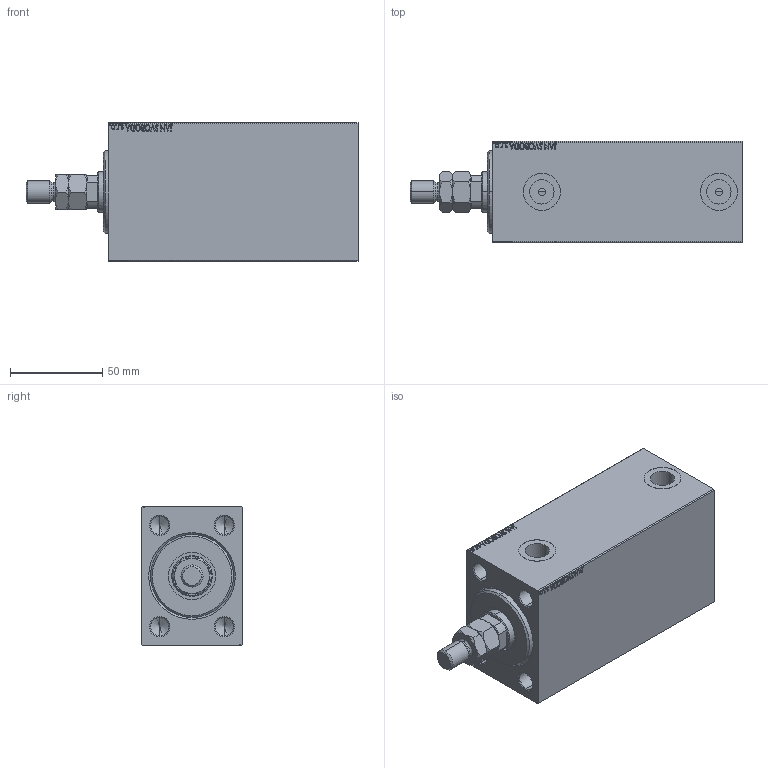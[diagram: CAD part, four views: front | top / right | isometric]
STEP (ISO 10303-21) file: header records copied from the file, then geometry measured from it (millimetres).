
FILE_DESCRIPTION (( 'STEP AP203' ), '1' );
FILE_NAME ('8ad4.STEP', '2021-03-19T06:21:15', ( '' ), ( '' ), 'SwSTEP 2.0', 'SolidWorks 2019', '' );
FILE_SCHEMA (( 'CONFIG_CONTROL_DESIGN' ));
Length unit declared in the file: millimetre
Products named in the file (5): 8ad4; MTA 65b3d5d3b6f19202a038477193d2cb8e; V450CM_B 65b3d5d3b6f19202a038477193d2cb8e; V450CM_VC_B 65b3d5d3b6f19202a038477193d2cb8e; V450CM_B_VCP 65b3d5d3b6f19202a038477193d2cb8e
Assembly tree (4 placements, depth 2):
  8ad4
    V450CM_B 65b3d5d3b6f19202a038477193d2cb8e
    V450CM_B_VCP 65b3d5d3b6f19202a038477193d2cb8e
    V450CM_VC_B 65b3d5d3b6f19202a038477193d2cb8e
    MTA 65b3d5d3b6f19202a038477193d2cb8e
Bounding box: 180 x 55 x 75 mm (x, y, z)
Volume: 514781.1 mm3; surface area: 85746.4 mm2
Topology: 4 solids, 4 shells, 944 faces, 2394 edges, 1555 vertices
Faces by surface type: plane 420, bspline 380, cone 74, cylinder 68, torus 2
Entity records: 46521 total; most frequent: CARTESIAN_POINT 25928, ORIENTED_EDGE 4752, DIRECTION 2874, EDGE_CURVE 2376, VERTEX_POINT 1555, VECTOR 1364, LINE 1364, EDGE_LOOP 1069
